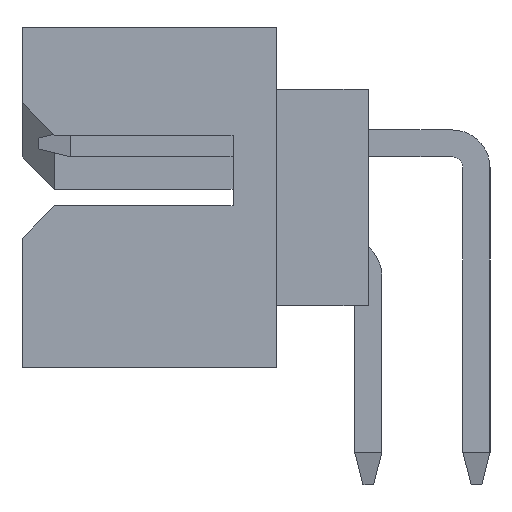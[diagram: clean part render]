
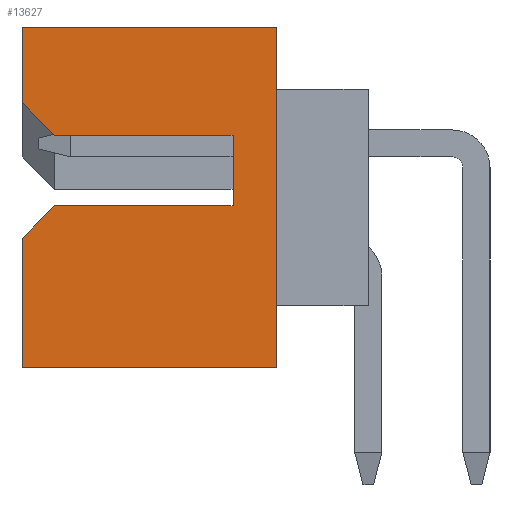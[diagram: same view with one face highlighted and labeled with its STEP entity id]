
A CAD part, left-side view. The second image highlights one B-rep face of the part: STEP entity #13627.
In plain terms, the highlighted planar face has unit normal (-1, 0, 0).
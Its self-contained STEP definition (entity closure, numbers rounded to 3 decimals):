
#1=DIRECTION('',(0.,-1.,0.));
#2=VECTOR('',#1,4.7);
#3=CARTESIAN_POINT('',(-18.325,3.2,-3.15));
#4=LINE('',#3,#2);
#17=DIRECTION('',(0.,0.707,-0.707));
#18=VECTOR('',#17,0.849);
#19=CARTESIAN_POINT('',(-18.325,2.6,-0.15));
#20=LINE('',#19,#18);
#21=DIRECTION('',(0.,-1.,0.));
#22=VECTOR('',#21,3.3);
#23=CARTESIAN_POINT('',(-18.325,2.6,-0.15));
#24=LINE('',#23,#22);
#25=DIRECTION('',(0.,0.,-1.));
#26=VECTOR('',#25,1.3);
#27=CARTESIAN_POINT('',(-18.325,-0.7,1.15));
#28=LINE('',#27,#26);
#29=DIRECTION('',(0.,-1.,0.));
#30=VECTOR('',#29,3.3);
#31=CARTESIAN_POINT('',(-18.325,2.6,1.15));
#32=LINE('',#31,#30);
#33=DIRECTION('',(0.,-0.707,-0.707));
#34=VECTOR('',#33,0.849);
#35=CARTESIAN_POINT('',(-18.325,3.2,1.75));
#36=LINE('',#35,#34);
#37=DIRECTION('',(0.,0.,1.));
#38=VECTOR('',#37,1.4);
#39=CARTESIAN_POINT('',(-18.325,3.2,1.75));
#40=LINE('',#39,#38);
#41=DIRECTION('',(0.,0.,1.));
#42=VECTOR('',#41,6.3);
#43=CARTESIAN_POINT('',(-18.325,-1.5,-3.15));
#44=LINE('',#43,#42);
#45=DIRECTION('',(0.,0.,1.));
#46=VECTOR('',#45,2.4);
#47=CARTESIAN_POINT('',(-18.325,3.2,-3.15));
#48=LINE('',#47,#46);
#9539=DIRECTION('',(0.,-1.,0.));
#9540=VECTOR('',#9539,4.7);
#9541=CARTESIAN_POINT('',(-18.325,3.2,3.15));
#9542=LINE('',#9541,#9540);
#10366=CARTESIAN_POINT('',(-18.325,3.2,-3.15));
#10368=VERTEX_POINT('',#10366);
#10385=CARTESIAN_POINT('',(-18.325,-1.5,-3.15));
#10386=VERTEX_POINT('',#10385);
#10389=CARTESIAN_POINT('',(-18.325,3.2,3.15));
#10390=CARTESIAN_POINT('',(-18.325,-1.5,3.15));
#10391=VERTEX_POINT('',#10389);
#10392=VERTEX_POINT('',#10390);
#10449=CARTESIAN_POINT('',(-18.325,-0.7,1.15));
#10450=CARTESIAN_POINT('',(-18.325,-0.7,-0.15));
#10451=VERTEX_POINT('',#10449);
#10452=VERTEX_POINT('',#10450);
#10789=CARTESIAN_POINT('',(-18.325,2.6,-0.15));
#10790=CARTESIAN_POINT('',(-18.325,3.2,-0.75));
#10791=VERTEX_POINT('',#10789);
#10792=VERTEX_POINT('',#10790);
#10833=CARTESIAN_POINT('',(-18.325,3.2,1.75));
#10834=CARTESIAN_POINT('',(-18.325,2.6,1.15));
#10835=VERTEX_POINT('',#10833);
#10836=VERTEX_POINT('',#10834);
#13601=CARTESIAN_POINT('',(-18.325,3.2,-3.15));
#13602=DIRECTION('',(-1.,0.,0.));
#13603=DIRECTION('',(0.,-1.,0.));
#13604=AXIS2_PLACEMENT_3D('',#13601,#13602,#13603);
#13605=PLANE('',#13604);
#13607=ORIENTED_EDGE('',*,*,#13606,.F.);
#13609=ORIENTED_EDGE('',*,*,#13608,.T.);
#13611=ORIENTED_EDGE('',*,*,#13610,.F.);
#13613=ORIENTED_EDGE('',*,*,#13612,.F.);
#13615=ORIENTED_EDGE('',*,*,#13614,.F.);
#13617=ORIENTED_EDGE('',*,*,#13616,.T.);
#13619=ORIENTED_EDGE('',*,*,#13618,.T.);
#13621=ORIENTED_EDGE('',*,*,#13620,.F.);
#13622=ORIENTED_EDGE('',*,*,#13590,.F.);
#13624=ORIENTED_EDGE('',*,*,#13623,.T.);
#13625=EDGE_LOOP('',(#13607,#13609,#13611,#13613,#13615,#13617,#13619,#13621,
#13622,#13624));
#13626=FACE_OUTER_BOUND('',#13625,.F.);
#13627=ADVANCED_FACE('',(#13626),#13605,.T.);
#13590=EDGE_CURVE('',#10368,#10386,#4,.T.);
#13606=EDGE_CURVE('',#10791,#10792,#20,.T.);
#13608=EDGE_CURVE('',#10791,#10452,#24,.T.);
#13610=EDGE_CURVE('',#10451,#10452,#28,.T.);
#13612=EDGE_CURVE('',#10836,#10451,#32,.T.);
#13614=EDGE_CURVE('',#10835,#10836,#36,.T.);
#13616=EDGE_CURVE('',#10835,#10391,#40,.T.);
#13618=EDGE_CURVE('',#10391,#10392,#9542,.T.);
#13620=EDGE_CURVE('',#10386,#10392,#44,.T.);
#13623=EDGE_CURVE('',#10368,#10792,#48,.T.);
